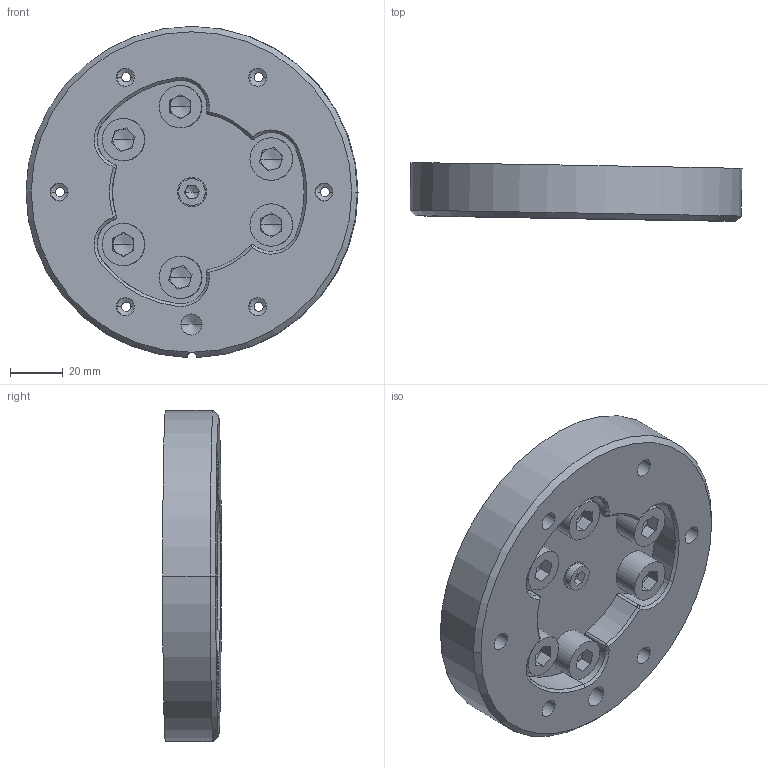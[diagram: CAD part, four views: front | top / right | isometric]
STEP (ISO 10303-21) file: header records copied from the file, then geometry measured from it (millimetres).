
FILE_DESCRIPTION (( 'STEP AP214' ), '1' );
FILE_NAME ('6.STEP', '2022-04-14T10:49:37', ( '' ), ( '' ), 'SwSTEP 2.0', 'SolidWorks 2020', '' );
FILE_SCHEMA (( 'AUTOMOTIVE_DESIGN' ));
Length unit declared in the file: millimetre
Products named in the file (1): 6
Bounding box: 125.3 x 22.14 x 124.97 mm (x, y, z)
Volume: 193319.6 mm3; surface area: 45440.7 mm2
Topology: 1 solids, 1 shells, 379 faces, 859 edges, 489 vertices
Faces by surface type: cylinder 135, plane 133, cone 111
Entity records: 14570 total; most frequent: DIRECTION 1989, CARTESIAN_POINT 1730, ORIENTED_EDGE 1670, EDGE_CURVE 835, AXIS2_PLACEMENT_3D 776, VERTEX_POINT 489, LINE 437, VECTOR 437
